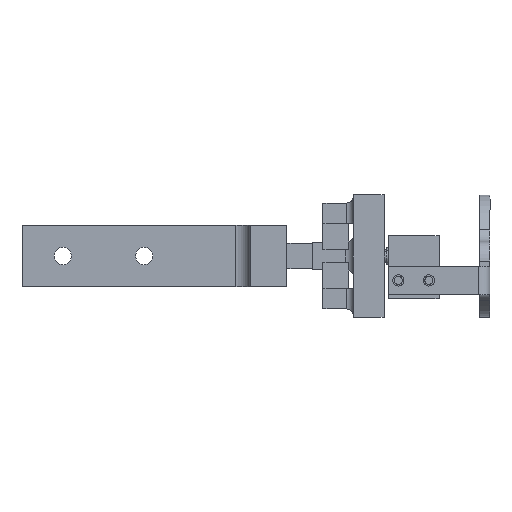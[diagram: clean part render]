
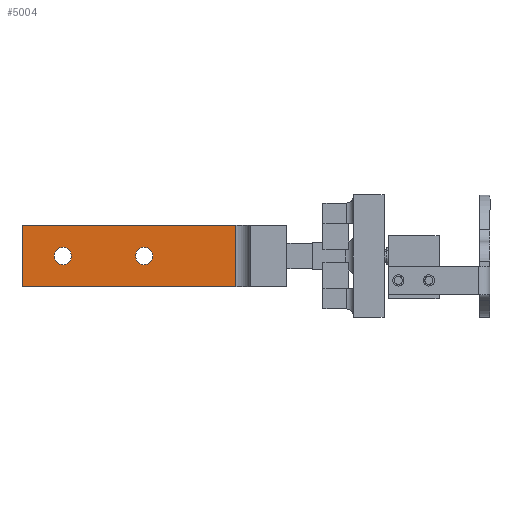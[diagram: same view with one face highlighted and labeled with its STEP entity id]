
A CAD part, front view. The second image highlights one B-rep face of the part: STEP entity #5004.
In plain terms, the highlighted planar face has unit normal (0, -1, 0).
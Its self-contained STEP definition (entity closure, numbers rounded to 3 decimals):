
#89 = CARTESIAN_POINT ( 'NONE',  ( -70., 35., 4.25 ) ) ;
#156 = FACE_OUTER_BOUND ( 'NONE', #4755, .T. ) ;
#191 = DIRECTION ( 'NONE',  ( 0., 0., -1. ) ) ;
#260 = EDGE_LOOP ( 'NONE', ( #3966, #4486 ) ) ;
#457 = DIRECTION ( 'NONE',  ( 0., 0., -1. ) ) ;
#469 = VERTEX_POINT ( 'NONE', #1655 ) ;
#485 = CIRCLE ( 'NONE', #2506, 4.25 ) ;
#838 = VECTOR ( 'NONE', #3106, 1000. ) ;
#876 = CARTESIAN_POINT ( 'NONE',  ( -25., 35., -15. ) ) ;
#893 = DIRECTION ( 'NONE',  ( 0., -1., 0. ) ) ;
#998 = EDGE_CURVE ( 'NONE', #6366, #2786, #2326, .T. ) ;
#1018 = ORIENTED_EDGE ( 'NONE', *, *, #6735, .T. ) ;
#1206 = DIRECTION ( 'NONE',  ( 1., 0., 0. ) ) ;
#1274 = LINE ( 'NONE', #3111, #2400 ) ;
#1341 = AXIS2_PLACEMENT_3D ( 'NONE', #4863, #2682, #457 ) ;
#1399 = EDGE_LOOP ( 'NONE', ( #5739, #2197 ) ) ;
#1639 = FACE_BOUND ( 'NONE', #260, .T. ) ;
#1655 = CARTESIAN_POINT ( 'NONE',  ( -130., 35., 15. ) ) ;
#1924 = CARTESIAN_POINT ( 'NONE',  ( -70., 35., 0. ) ) ;
#1980 = EDGE_CURVE ( 'NONE', #469, #3793, #1274, .T. ) ;
#2026 = DIRECTION ( 'NONE',  ( 0., -1., 0. ) ) ;
#2146 = AXIS2_PLACEMENT_3D ( 'NONE', #3411, #5077, #2478 ) ;
#2197 = ORIENTED_EDGE ( 'NONE', *, *, #2980, .F. ) ;
#2322 = LINE ( 'NONE', #4235, #838 ) ;
#2326 = CIRCLE ( 'NONE', #1341, 4.25 ) ;
#2400 = VECTOR ( 'NONE', #5754, 1000. ) ;
#2478 = DIRECTION ( 'NONE',  ( 0., 0., 1. ) ) ;
#2506 = AXIS2_PLACEMENT_3D ( 'NONE', #4554, #2983, #191 ) ;
#2601 = CIRCLE ( 'NONE', #6725, 4.25 ) ;
#2682 = DIRECTION ( 'NONE',  ( 0., -1., 0. ) ) ;
#2786 = VERTEX_POINT ( 'NONE', #89 ) ;
#2852 = EDGE_CURVE ( 'NONE', #6161, #6488, #485, .T. ) ;
#2886 = PLANE ( 'NONE',  #2146 ) ;
#2898 = VECTOR ( 'NONE', #3779, 1000. ) ;
#2980 = EDGE_CURVE ( 'NONE', #2786, #6366, #6199, .T. ) ;
#2983 = DIRECTION ( 'NONE',  ( 0., -1., 0. ) ) ;
#3059 = CARTESIAN_POINT ( 'NONE',  ( -70., 35., -4.25 ) ) ;
#3106 = DIRECTION ( 'NONE',  ( 0., 0., -1. ) ) ;
#3111 = CARTESIAN_POINT ( 'NONE',  ( -130., 35., 15. ) ) ;
#3156 = CARTESIAN_POINT ( 'NONE',  ( -110., 35., -4.25 ) ) ;
#3375 = VERTEX_POINT ( 'NONE', #6684 ) ;
#3411 = CARTESIAN_POINT ( 'NONE',  ( -130., 35., 15. ) ) ;
#3510 = CARTESIAN_POINT ( 'NONE',  ( -110., 35., 4.25 ) ) ;
#3660 = EDGE_CURVE ( 'NONE', #6488, #6161, #2601, .T. ) ;
#3779 = DIRECTION ( 'NONE',  ( 0., 0., 1. ) ) ;
#3783 = FACE_BOUND ( 'NONE', #1399, .T. ) ;
#3793 = VERTEX_POINT ( 'NONE', #5380 ) ;
#3966 = ORIENTED_EDGE ( 'NONE', *, *, #3660, .F. ) ;
#4133 = ORIENTED_EDGE ( 'NONE', *, *, #1980, .F. ) ;
#4182 = DIRECTION ( 'NONE',  ( 0., 0., -1. ) ) ;
#4191 = EDGE_CURVE ( 'NONE', #3375, #7021, #7114, .T. ) ;
#4213 = VECTOR ( 'NONE', #1206, 1000. ) ;
#4235 = CARTESIAN_POINT ( 'NONE',  ( -130., 35., 15. ) ) ;
#4342 = ORIENTED_EDGE ( 'NONE', *, *, #4191, .T. ) ;
#4485 = CARTESIAN_POINT ( 'NONE',  ( -130., 35., -15. ) ) ;
#4486 = ORIENTED_EDGE ( 'NONE', *, *, #2852, .F. ) ;
#4554 = CARTESIAN_POINT ( 'NONE',  ( -110., 35., 0. ) ) ;
#4589 = LINE ( 'NONE', #6600, #2898 ) ;
#4755 = EDGE_LOOP ( 'NONE', ( #4342, #1018, #4133, #7105 ) ) ;
#4863 = CARTESIAN_POINT ( 'NONE',  ( -70., 35., 0. ) ) ;
#5004 = ADVANCED_FACE ( 'NONE', ( #1639, #3783, #156 ), #2886, .F. ) ;
#5077 = DIRECTION ( 'NONE',  ( 0., 1., 0. ) ) ;
#5116 = EDGE_CURVE ( 'NONE', #469, #3375, #2322, .T. ) ;
#5380 = CARTESIAN_POINT ( 'NONE',  ( -25., 35., 15. ) ) ;
#5739 = ORIENTED_EDGE ( 'NONE', *, *, #998, .F. ) ;
#5754 = DIRECTION ( 'NONE',  ( 1., 0., 0. ) ) ;
#5793 = DIRECTION ( 'NONE',  ( 0., 0., -1. ) ) ;
#6161 = VERTEX_POINT ( 'NONE', #3510 ) ;
#6199 = CIRCLE ( 'NONE', #6813, 4.25 ) ;
#6366 = VERTEX_POINT ( 'NONE', #3059 ) ;
#6488 = VERTEX_POINT ( 'NONE', #3156 ) ;
#6600 = CARTESIAN_POINT ( 'NONE',  ( -25., 35., 15. ) ) ;
#6684 = CARTESIAN_POINT ( 'NONE',  ( -130., 35., -15. ) ) ;
#6725 = AXIS2_PLACEMENT_3D ( 'NONE', #6904, #893, #5793 ) ;
#6735 = EDGE_CURVE ( 'NONE', #7021, #3793, #4589, .T. ) ;
#6813 = AXIS2_PLACEMENT_3D ( 'NONE', #1924, #2026, #4182 ) ;
#6904 = CARTESIAN_POINT ( 'NONE',  ( -110., 35., 0. ) ) ;
#7021 = VERTEX_POINT ( 'NONE', #876 ) ;
#7105 = ORIENTED_EDGE ( 'NONE', *, *, #5116, .T. ) ;
#7114 = LINE ( 'NONE', #4485, #4213 ) ;
